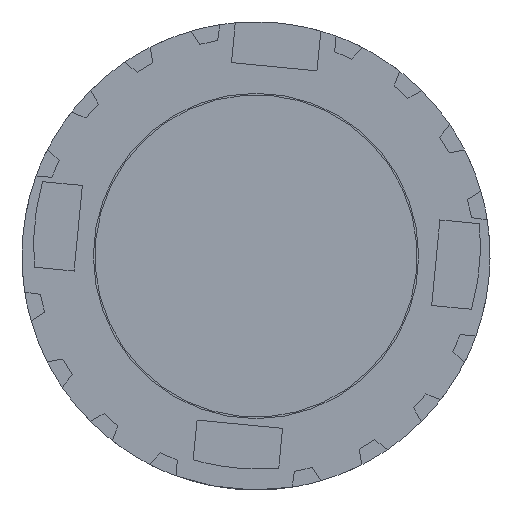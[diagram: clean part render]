
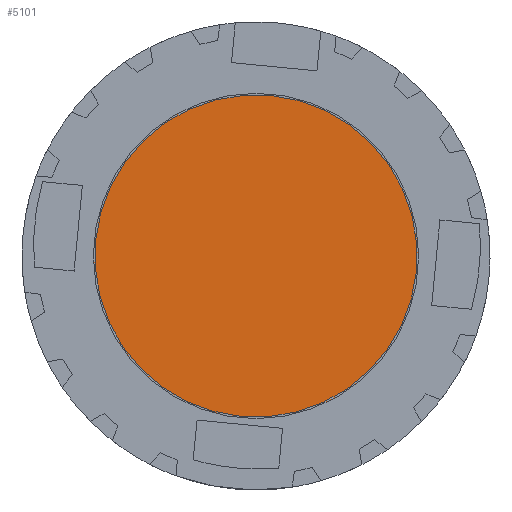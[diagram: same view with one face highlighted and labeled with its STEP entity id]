
A CAD part, front view. The second image highlights one B-rep face of the part: STEP entity #5101.
In plain terms, the highlighted planar face has unit normal (0, -1, 0).
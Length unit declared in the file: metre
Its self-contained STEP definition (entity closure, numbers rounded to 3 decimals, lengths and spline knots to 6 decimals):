
#4918=CARTESIAN_POINT('',(0.000755,-0.020202,0.));
#4919=DIRECTION('',(0.,-1.,0.));
#4920=DIRECTION('',(1.,0.,0.));
#4921=AXIS2_PLACEMENT_3D('',#4918,#4919,#4920);
#4926=CARTESIAN_POINT('',(0.000755,-0.020202,0.));
#4927=DIRECTION('',(0.,-1.,0.));
#4928=DIRECTION('',(-1.,0.,0.));
#4929=AXIS2_PLACEMENT_3D('',#4926,#4927,#4928);
#4935=CARTESIAN_POINT('',(-0.009845,-0.020202,0.));
#4937=VERTEX_POINT('',#4935);
#4939=CARTESIAN_POINT('',(0.011355,-0.020202,0.));
#4941=VERTEX_POINT('',#4939);
#5091=CARTESIAN_POINT('',(0.000755,-0.020202,0.));
#5092=DIRECTION('',(0.,1.,0.));
#5093=DIRECTION('',(-1.,0.,0.));
#5094=AXIS2_PLACEMENT_3D('',#5091,#5092,#5093);
#5095=PLANE('',#5094);
#5097=ORIENTED_EDGE('',*,*,#5096,.F.);
#5098=ORIENTED_EDGE('',*,*,#5074,.F.);
#5099=EDGE_LOOP('',(#5097,#5098));
#5100=FACE_OUTER_BOUND('',#5099,.F.);
#4922=CIRCLE('',#4921,0.0106);
#4930=CIRCLE('',#4929,0.0106);
#5074=EDGE_CURVE('',#4937,#4941,#4930,.T.);
#5096=EDGE_CURVE('',#4941,#4937,#4922,.T.);
#5101=ADVANCED_FACE('',(#5100),#5095,.F.);
